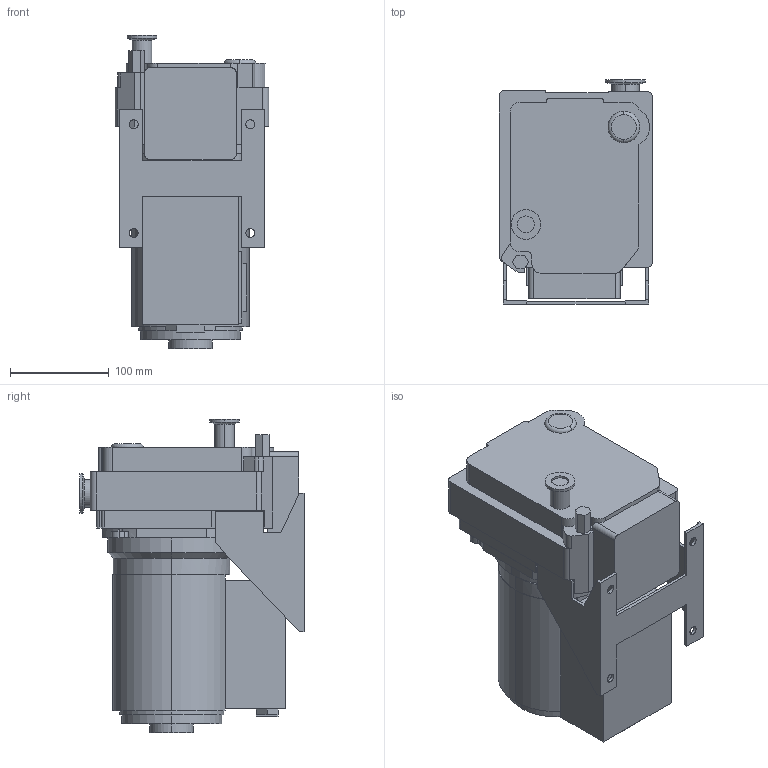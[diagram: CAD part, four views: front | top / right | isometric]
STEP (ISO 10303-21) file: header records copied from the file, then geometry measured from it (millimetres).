
FILE_DESCRIPTION (( 'STEP AP214' ), '1' );
FILE_NAME ('ISP-50-SV1.STEP', '2009-10-02T08:43:44', ( '' ), ( '' ), 'SwSTEP 2.0', 'SolidWorks 2007', '' );
FILE_SCHEMA (( 'AUTOMOTIVE_DESIGN' ));
Length unit declared in the file: millimetre
Products named in the file (5): ISP-50_pump_吸気口上向き; ISP-50_s-motor-100V_蹬怮椔; ISP-50_Vinlet_蹬怮椔; ISP-50_bush_蹬怮椔; ISP-50-SV1
Assembly tree (4 placements, depth 2):
  ISP-50-SV1
    ISP-50_s-motor-100V_蹬怮椔
    ISP-50_Vinlet_蹬怮椔
    ISP-50_bush_蹬怮椔
    ISP-50_pump_吸気口上向き
Bounding box: 155 x 227 x 317 mm (x, y, z)
Volume: 5463426.5 mm3; surface area: 335565.3 mm2
Topology: 4 solids, 4 shells, 237 faces, 621 edges, 403 vertices
Faces by surface type: plane 146, cylinder 83, cone 6, torus 2
Entity records: 7519 total; most frequent: DIRECTION 1291, CARTESIAN_POINT 1290, ORIENTED_EDGE 1242, EDGE_CURVE 621, VECTOR 435, LINE 435, AXIS2_PLACEMENT_3D 428, VERTEX_POINT 403
